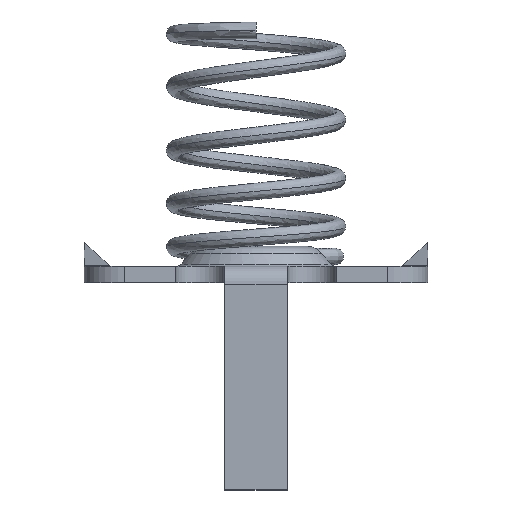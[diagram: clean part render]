
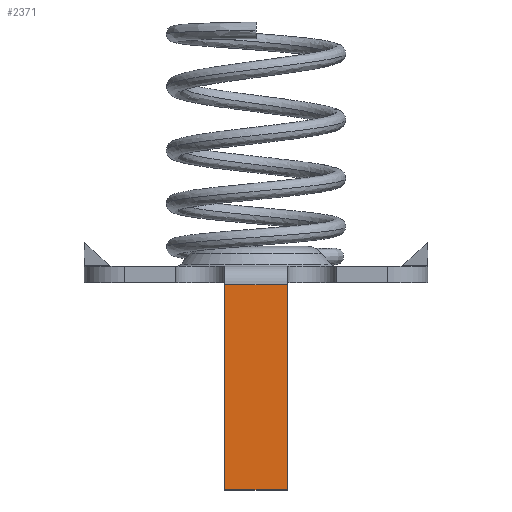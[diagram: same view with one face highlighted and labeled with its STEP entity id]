
A CAD part, front view. The second image highlights one B-rep face of the part: STEP entity #2371.
In plain terms, the highlighted planar face has unit normal (0, -1, 0).
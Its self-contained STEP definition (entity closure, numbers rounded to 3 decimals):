
#113 = VECTOR ( 'NONE', #425, 1000. ) ;
#310 = LINE ( 'NONE', #3102, #803 ) ;
#425 = DIRECTION ( 'NONE',  ( 1., 0., 0. ) ) ;
#462 = AXIS2_PLACEMENT_3D ( 'NONE', #1414, #1399, #718 ) ;
#718 = DIRECTION ( 'NONE',  ( 0., 0., 1. ) ) ;
#803 = VECTOR ( 'NONE', #1874, 1000. ) ;
#843 = CARTESIAN_POINT ( 'NONE',  ( 0.955, 0.54, 0. ) ) ;
#900 = ORIENTED_EDGE ( 'NONE', *, *, #1025, .T. ) ;
#953 = LINE ( 'NONE', #843, #2520 ) ;
#1025 = EDGE_CURVE ( 'NONE', #2882, #3140, #310, .T. ) ;
#1047 = PLANE ( 'NONE',  #462 ) ;
#1342 = ORIENTED_EDGE ( 'NONE', *, *, #2738, .T. ) ;
#1370 = EDGE_CURVE ( 'NONE', #2882, #1408, #3804, .T. ) ;
#1399 = DIRECTION ( 'NONE',  ( 0., 1., 0. ) ) ;
#1408 = VERTEX_POINT ( 'NONE', #3544 ) ;
#1414 = CARTESIAN_POINT ( 'NONE',  ( 0., 0.54, 0. ) ) ;
#1616 = VERTEX_POINT ( 'NONE', #1930 ) ;
#1644 = DIRECTION ( 'NONE',  ( 1., 0., 0. ) ) ;
#1874 = DIRECTION ( 'NONE',  ( 0., 0., -1. ) ) ;
#1930 = CARTESIAN_POINT ( 'NONE',  ( 0.955, 0.54, -6.35 ) ) ;
#1964 = EDGE_CURVE ( 'NONE', #1616, #1408, #953, .T. ) ;
#2103 = DIRECTION ( 'NONE',  ( 0., 0., 1. ) ) ;
#2311 = CARTESIAN_POINT ( 'NONE',  ( -0.955, 0.54, -0.05 ) ) ;
#2371 = ADVANCED_FACE ( 'NONE', ( #2761 ), #1047, .F. ) ;
#2432 = VECTOR ( 'NONE', #1644, 1000. ) ;
#2520 = VECTOR ( 'NONE', #2103, 1000. ) ;
#2738 = EDGE_CURVE ( 'NONE', #3140, #1616, #3966, .T. ) ;
#2761 = FACE_OUTER_BOUND ( 'NONE', #2983, .T. ) ;
#2882 = VERTEX_POINT ( 'NONE', #2311 ) ;
#2983 = EDGE_LOOP ( 'NONE', ( #4020, #900, #1342, #3572 ) ) ;
#3102 = CARTESIAN_POINT ( 'NONE',  ( -0.955, 0.54, 0. ) ) ;
#3140 = VERTEX_POINT ( 'NONE', #3658 ) ;
#3207 = CARTESIAN_POINT ( 'NONE',  ( 0.955, 0.54, -0.05 ) ) ;
#3544 = CARTESIAN_POINT ( 'NONE',  ( 0.955, 0.54, -0.05 ) ) ;
#3572 = ORIENTED_EDGE ( 'NONE', *, *, #1964, .T. ) ;
#3658 = CARTESIAN_POINT ( 'NONE',  ( -0.955, 0.54, -6.35 ) ) ;
#3791 = CARTESIAN_POINT ( 'NONE',  ( 0., 0.54, -6.35 ) ) ;
#3804 = LINE ( 'NONE', #3207, #2432 ) ;
#3966 = LINE ( 'NONE', #3791, #113 ) ;
#4020 = ORIENTED_EDGE ( 'NONE', *, *, #1370, .F. ) ;
